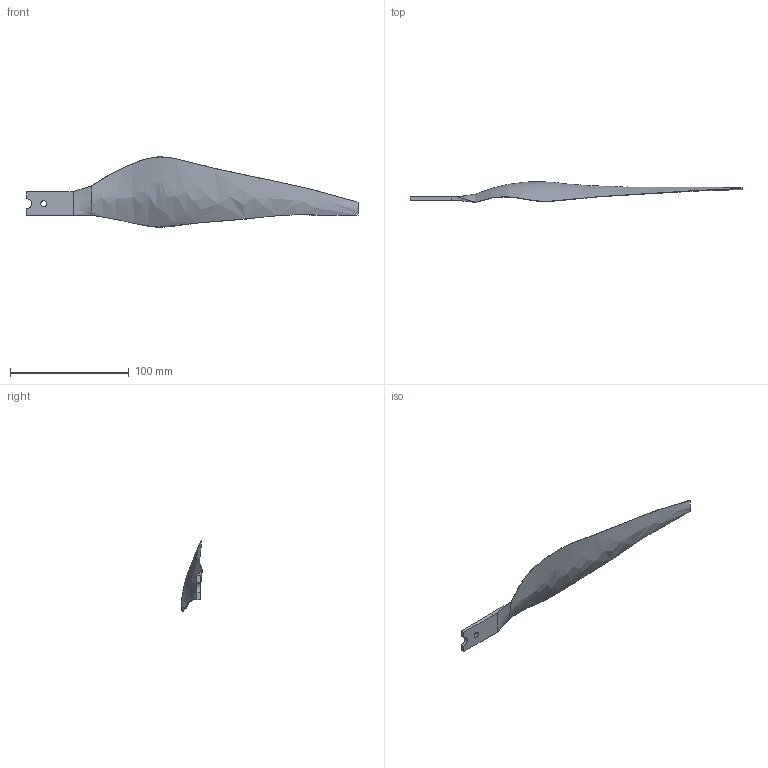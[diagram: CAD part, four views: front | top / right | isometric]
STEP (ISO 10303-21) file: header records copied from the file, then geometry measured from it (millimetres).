
FILE_DESCRIPTION (( 'STEP AP203' ), '1' );
FILE_NAME ('Prop_22_66_CCW_Default_sldprt.STEP', '2022-04-16T10:25:03', ( '' ), ( '' ), 'SwSTEP 2.0', 'SolidWorks 2019', '' );
FILE_SCHEMA (( 'CONFIG_CONTROL_DESIGN' ));
Length unit declared in the file: millimetre
Products named in the file (1): Prop_22_66_CCW_Default_sldprt
Bounding box: 279.4 x 17.56 x 59.15 mm (x, y, z)
Volume: 38968.6 mm3; surface area: 20058.3 mm2
Topology: 1 solids, 1 shells, 18 faces, 46 edges, 30 vertices
Faces by surface type: bspline 8, plane 7, cylinder 3
Entity records: 1284 total; most frequent: CARTESIAN_POINT 807, ORIENTED_EDGE 92, DIRECTION 63, EDGE_CURVE 46, VERTEX_POINT 30, LINE 25, VECTOR 25, EDGE_LOOP 20
